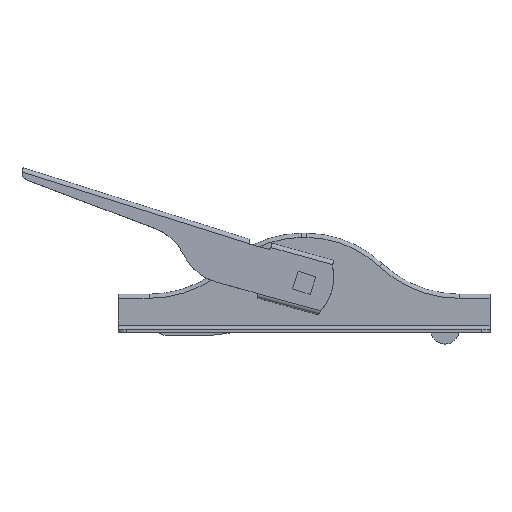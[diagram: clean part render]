
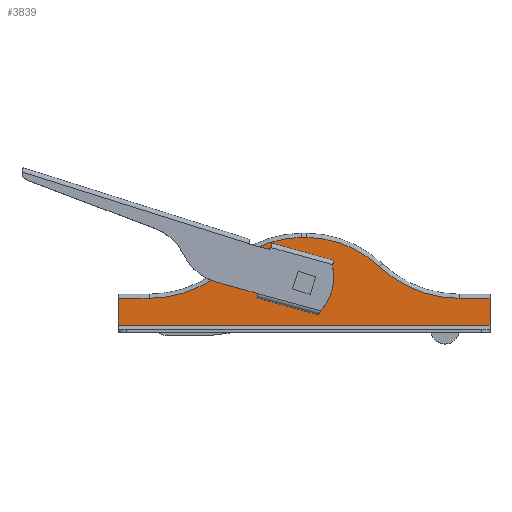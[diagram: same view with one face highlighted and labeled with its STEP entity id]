
A CAD part, top view. The second image highlights one B-rep face of the part: STEP entity #3839.
In plain terms, the highlighted planar face has unit normal (0, 0, 1).
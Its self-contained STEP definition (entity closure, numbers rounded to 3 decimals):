
#149 = CIRCLE ( 'NONE', #5287, 56.159 ) ;
#259 = CARTESIAN_POINT ( 'NONE',  ( 1.365, 22., 29. ) ) ;
#376 = LINE ( 'NONE', #6870, #8982 ) ;
#484 = ORIENTED_EDGE ( 'NONE', *, *, #4832, .T. ) ;
#591 = ORIENTED_EDGE ( 'NONE', *, *, #3872, .T. ) ;
#688 = DIRECTION ( 'NONE',  ( 0., 0., 1. ) ) ;
#705 = CIRCLE ( 'NONE', #4672, 56.159 ) ;
#719 = EDGE_LOOP ( 'NONE', ( #6527, #8935 ) ) ;
#962 = ORIENTED_EDGE ( 'NONE', *, *, #1911, .T. ) ;
#1078 = EDGE_CURVE ( 'NONE', #7610, #3533, #376, .T. ) ;
#1139 = VERTEX_POINT ( 'NONE', #2482 ) ;
#1329 = VERTEX_POINT ( 'NONE', #4462 ) ;
#1383 = DIRECTION ( 'NONE',  ( 0., 1., 0. ) ) ;
#1396 = ORIENTED_EDGE ( 'NONE', *, *, #1078, .T. ) ;
#1544 = ORIENTED_EDGE ( 'NONE', *, *, #8774, .F. ) ;
#1653 = LINE ( 'NONE', #3264, #6003 ) ;
#1743 = DIRECTION ( 'NONE',  ( 0., -1., 0. ) ) ;
#1764 = VERTEX_POINT ( 'NONE', #8540 ) ;
#1769 = VERTEX_POINT ( 'NONE', #2525 ) ;
#1780 = FACE_OUTER_BOUND ( 'NONE', #5016, .T. ) ;
#1804 = EDGE_CURVE ( 'NONE', #8066, #1769, #5352, .T. ) ;
#1824 = DIRECTION ( 'NONE',  ( 0., 0., -1. ) ) ;
#1911 = EDGE_CURVE ( 'NONE', #8577, #7610, #149, .T. ) ;
#2145 = DIRECTION ( 'NONE',  ( 1., 0., 0. ) ) ;
#2426 = CIRCLE ( 'NONE', #7599, 3.25 ) ;
#2448 = CARTESIAN_POINT ( 'NONE',  ( 3.25, 0., 29. ) ) ;
#2482 = CARTESIAN_POINT ( 'NONE',  ( -90., -20.5, 29. ) ) ;
#2525 = CARTESIAN_POINT ( 'NONE',  ( 75., -7.5, 29. ) ) ;
#2867 = AXIS2_PLACEMENT_3D ( 'NONE', #8164, #4637, #6120 ) ;
#2896 = LINE ( 'NONE', #5032, #6988 ) ;
#2949 = DIRECTION ( 'NONE',  ( 0., -1., 0. ) ) ;
#3046 = CIRCLE ( 'NONE', #2867, 52.175 ) ;
#3121 = FACE_BOUND ( 'NONE', #719, .T. ) ;
#3212 = CARTESIAN_POINT ( 'NONE',  ( 0.689, -30.171, 29. ) ) ;
#3264 = CARTESIAN_POINT ( 'NONE',  ( 90., -22.5, 29. ) ) ;
#3451 = AXIS2_PLACEMENT_3D ( 'NONE', #3212, #6036, #5348 ) ;
#3455 = EDGE_CURVE ( 'NONE', #7119, #5779, #5316, .T. ) ;
#3501 = VERTEX_POINT ( 'NONE', #4050 ) ;
#3533 = VERTEX_POINT ( 'NONE', #3546 ) ;
#3546 = CARTESIAN_POINT ( 'NONE',  ( -90., -7.5, 29. ) ) ;
#3570 = ORIENTED_EDGE ( 'NONE', *, *, #1804, .T. ) ;
#3600 = DIRECTION ( 'NONE',  ( 0., 0., -1. ) ) ;
#3642 = CARTESIAN_POINT ( 'NONE',  ( 90., -20.5, 29. ) ) ;
#3670 = EDGE_CURVE ( 'NONE', #3533, #1139, #2896, .T. ) ;
#3759 = ORIENTED_EDGE ( 'NONE', *, *, #3455, .T. ) ;
#3839 = ADVANCED_FACE ( 'NONE', ( #3121, #1780 ), #4560, .F. ) ;
#3863 = DIRECTION ( 'NONE',  ( -1., 0., 0. ) ) ;
#3872 = EDGE_CURVE ( 'NONE', #1329, #7119, #8489, .T. ) ;
#3921 = AXIS2_PLACEMENT_3D ( 'NONE', #8277, #688, #6359 ) ;
#4050 = CARTESIAN_POINT ( 'NONE',  ( 90., -20.5, 29. ) ) ;
#4064 = CIRCLE ( 'NONE', #3921, 3.25 ) ;
#4206 = ORIENTED_EDGE ( 'NONE', *, *, #3670, .T. ) ;
#4270 = DIRECTION ( 'NONE',  ( 0., 0., 1. ) ) ;
#4462 = CARTESIAN_POINT ( 'NONE',  ( 36.478, 7.795, 29. ) ) ;
#4560 = PLANE ( 'NONE',  #6259 ) ;
#4637 = DIRECTION ( 'NONE',  ( 0., 0., 1. ) ) ;
#4672 = AXIS2_PLACEMENT_3D ( 'NONE', #7629, #3600, #1383 ) ;
#4703 = CARTESIAN_POINT ( 'NONE',  ( 75., -7.5, 29. ) ) ;
#4832 = EDGE_CURVE ( 'NONE', #1139, #3501, #5171, .T. ) ;
#4951 = CARTESIAN_POINT ( 'NONE',  ( -36.478, 7.795, 29. ) ) ;
#4956 = VECTOR ( 'NONE', #7329, 1000. ) ;
#5016 = EDGE_LOOP ( 'NONE', ( #4206, #484, #1544, #3570, #7340, #591, #3759, #5911, #962, #1396 ) ) ;
#5032 = CARTESIAN_POINT ( 'NONE',  ( -90., -22.5, 29. ) ) ;
#5171 = LINE ( 'NONE', #3642, #4956 ) ;
#5287 = AXIS2_PLACEMENT_3D ( 'NONE', #5449, #6732, #5788 ) ;
#5308 = VECTOR ( 'NONE', #3863, 1000. ) ;
#5316 = LINE ( 'NONE', #8925, #5518 ) ;
#5348 = DIRECTION ( 'NONE',  ( 0., 1., 0. ) ) ;
#5352 = LINE ( 'NONE', #4703, #5308 ) ;
#5449 = CARTESIAN_POINT ( 'NONE',  ( -75., 48.659, 29. ) ) ;
#5518 = VECTOR ( 'NONE', #8233, 1000. ) ;
#5779 = VERTEX_POINT ( 'NONE', #8535 ) ;
#5788 = DIRECTION ( 'NONE',  ( 0., 1., 0. ) ) ;
#5868 = CARTESIAN_POINT ( 'NONE',  ( -75., -7.5, 29. ) ) ;
#5911 = ORIENTED_EDGE ( 'NONE', *, *, #6447, .T. ) ;
#6003 = VECTOR ( 'NONE', #1743, 1000. ) ;
#6036 = DIRECTION ( 'NONE',  ( 0., 0., 1. ) ) ;
#6120 = DIRECTION ( 'NONE',  ( 0., 1., 0. ) ) ;
#6188 = DIRECTION ( 'NONE',  ( -1., 0., 0. ) ) ;
#6259 = AXIS2_PLACEMENT_3D ( 'NONE', #6769, #1824, #7324 ) ;
#6359 = DIRECTION ( 'NONE',  ( 1., 0., 0. ) ) ;
#6447 = EDGE_CURVE ( 'NONE', #5779, #8577, #3046, .T. ) ;
#6527 = ORIENTED_EDGE ( 'NONE', *, *, #7809, .F. ) ;
#6542 = CARTESIAN_POINT ( 'NONE',  ( 90., -7.5, 29. ) ) ;
#6623 = EDGE_CURVE ( 'NONE', #1764, #8326, #2426, .T. ) ;
#6732 = DIRECTION ( 'NONE',  ( 0., 0., -1. ) ) ;
#6769 = CARTESIAN_POINT ( 'NONE',  ( 90., -22.5, 29. ) ) ;
#6870 = CARTESIAN_POINT ( 'NONE',  ( 90., -7.5, 29. ) ) ;
#6988 = VECTOR ( 'NONE', #2949, 1000. ) ;
#7119 = VERTEX_POINT ( 'NONE', #259 ) ;
#7324 = DIRECTION ( 'NONE',  ( 0., 1., 0. ) ) ;
#7329 = DIRECTION ( 'NONE',  ( 1., 0., 0. ) ) ;
#7340 = ORIENTED_EDGE ( 'NONE', *, *, #8558, .T. ) ;
#7599 = AXIS2_PLACEMENT_3D ( 'NONE', #8486, #4270, #2145 ) ;
#7610 = VERTEX_POINT ( 'NONE', #5868 ) ;
#7629 = CARTESIAN_POINT ( 'NONE',  ( 75., 48.659, 29. ) ) ;
#7809 = EDGE_CURVE ( 'NONE', #8326, #1764, #4064, .T. ) ;
#8066 = VERTEX_POINT ( 'NONE', #6542 ) ;
#8164 = CARTESIAN_POINT ( 'NONE',  ( -0.689, -30.171, 29. ) ) ;
#8233 = DIRECTION ( 'NONE',  ( -1., 0., 0. ) ) ;
#8277 = CARTESIAN_POINT ( 'NONE',  ( 0., 0., 29. ) ) ;
#8326 = VERTEX_POINT ( 'NONE', #2448 ) ;
#8486 = CARTESIAN_POINT ( 'NONE',  ( 0., 0., 29. ) ) ;
#8489 = CIRCLE ( 'NONE', #3451, 52.175 ) ;
#8535 = CARTESIAN_POINT ( 'NONE',  ( -1.352, 22., 29. ) ) ;
#8540 = CARTESIAN_POINT ( 'NONE',  ( -3.25, 0., 29. ) ) ;
#8558 = EDGE_CURVE ( 'NONE', #1769, #1329, #705, .T. ) ;
#8577 = VERTEX_POINT ( 'NONE', #4951 ) ;
#8774 = EDGE_CURVE ( 'NONE', #8066, #3501, #1653, .T. ) ;
#8925 = CARTESIAN_POINT ( 'NONE',  ( 90., 22., 29. ) ) ;
#8935 = ORIENTED_EDGE ( 'NONE', *, *, #6623, .F. ) ;
#8982 = VECTOR ( 'NONE', #6188, 1000. ) ;
